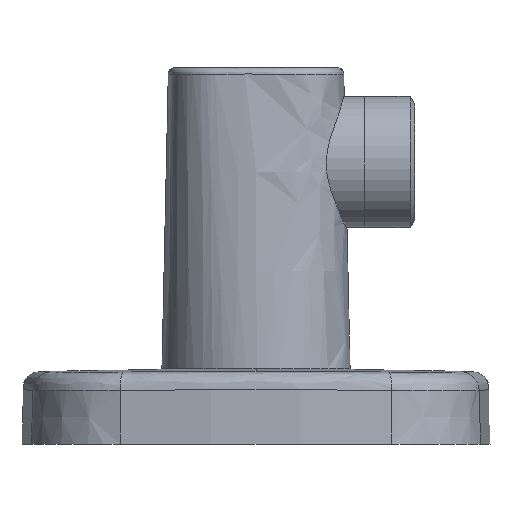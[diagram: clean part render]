
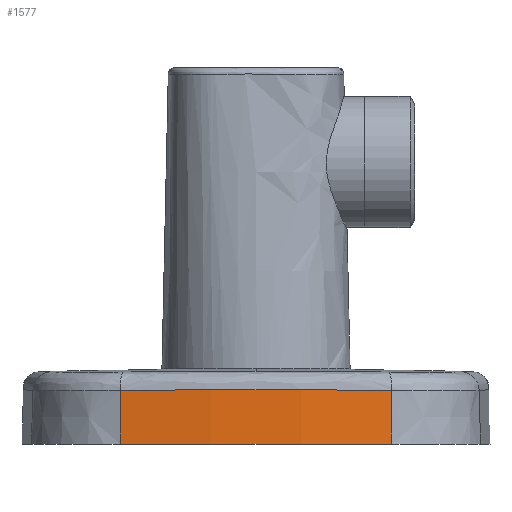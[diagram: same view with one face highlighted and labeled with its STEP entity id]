
A CAD part, left-side view. The second image highlights one B-rep face of the part: STEP entity #1577.
In plain terms, the highlighted conical face has half-angle 1.5 degrees and reference radius 139 mm.
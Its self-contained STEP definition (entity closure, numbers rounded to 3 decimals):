
#47 = CARTESIAN_POINT ( 'NONE',  ( -36.706, 14.478, 8.248 ) ) ;
#51 = ORIENTED_EDGE ( 'NONE', *, *, #1801, .T. ) ;
#142 = DIRECTION ( 'NONE',  ( 0., 0., -1. ) ) ;
#383 = DIRECTION ( 'NONE',  ( -0.026, -0.004, -1. ) ) ;
#416 = EDGE_CURVE ( 'NONE', #1582, #1975, #2354, .T. ) ;
#455 = VECTOR ( 'NONE', #383, 1000. ) ;
#499 = LINE ( 'NONE', #1982, #455 ) ;
#513 = DIRECTION ( 'NONE',  ( -0.026, 0.004, -1. ) ) ;
#581 = CARTESIAN_POINT ( 'NONE',  ( -35.801, -21.665, -0.4 ) ) ;
#818 = DIRECTION ( 'NONE',  ( 0., -1., 0. ) ) ;
#943 = CARTESIAN_POINT ( 'NONE',  ( 101.5, 0., -0.4 ) ) ;
#958 = CONICAL_SURFACE ( 'NONE', #1972, 139., 0.026 ) ;
#1124 = CARTESIAN_POINT ( 'NONE',  ( -35.579, -21.63, 8.174 ) ) ;
#1221 = DIRECTION ( 'NONE',  ( -1., 0., 0. ) ) ;
#1340 = EDGE_CURVE ( 'NONE', #1857, #1815, #499, .T. ) ;
#1347 = CARTESIAN_POINT ( 'NONE',  ( 101.5, 0., -0.4 ) ) ;
#1358 = CARTESIAN_POINT ( 'NONE',  ( -35.579, 21.63, 8.174 ) ) ;
#1369 = ORIENTED_EDGE ( 'NONE', *, *, #416, .T. ) ;
#1451 = EDGE_LOOP ( 'NONE', ( #3062, #51, #1369, #2236 ) ) ;
#1577 = ADVANCED_FACE ( 'NONE', ( #2011 ), #958, .T. ) ;
#1582 = VERTEX_POINT ( 'NONE', #1358 ) ;
#1597 = AXIS2_PLACEMENT_3D ( 'NONE', #943, #2791, #1221 ) ;
#1648 = CARTESIAN_POINT ( 'NONE',  ( -37.272, 7.239, 8.286 ) ) ;
#1801 = EDGE_CURVE ( 'NONE', #1857, #1582, #3390, .T. ) ;
#1815 = VERTEX_POINT ( 'NONE', #581 ) ;
#1825 = CARTESIAN_POINT ( 'NONE',  ( -35.801, 21.665, -0.4 ) ) ;
#1857 = VERTEX_POINT ( 'NONE', #2731 ) ;
#1902 = CIRCLE ( 'NONE', #1597, 139. ) ;
#1925 = CARTESIAN_POINT ( 'NONE',  ( -35.579, 21.63, 8.174 ) ) ;
#1972 = AXIS2_PLACEMENT_3D ( 'NONE', #1347, #142, #818 ) ;
#1975 = VERTEX_POINT ( 'NONE', #2191 ) ;
#1982 = CARTESIAN_POINT ( 'NONE',  ( -35.801, -21.665, -0.4 ) ) ;
#2011 = FACE_OUTER_BOUND ( 'NONE', #1451, .T. ) ;
#2191 = CARTESIAN_POINT ( 'NONE',  ( -35.801, 21.665, -0.4 ) ) ;
#2236 = ORIENTED_EDGE ( 'NONE', *, *, #2711, .T. ) ;
#2354 = LINE ( 'NONE', #1825, #2907 ) ;
#2705 = CARTESIAN_POINT ( 'NONE',  ( -36.706, -14.478, 8.248 ) ) ;
#2711 = EDGE_CURVE ( 'NONE', #1975, #1815, #1902, .T. ) ;
#2731 = CARTESIAN_POINT ( 'NONE',  ( -35.579, -21.63, 8.174 ) ) ;
#2791 = DIRECTION ( 'NONE',  ( 0., 0., 1. ) ) ;
#2907 = VECTOR ( 'NONE', #513, 1000. ) ;
#3062 = ORIENTED_EDGE ( 'NONE', *, *, #1340, .F. ) ;
#3226 = CARTESIAN_POINT ( 'NONE',  ( -37.272, -7.239, 8.286 ) ) ;
#3390 = B_SPLINE_CURVE_WITH_KNOTS ( 'NONE', 3,
 ( #1124, #2705, #3226, #1648, #47, #1925 ),
 .UNSPECIFIED., .F., .F.,
 ( 4, 2, 4 ),
 ( 0., 0.5, 1. ),
 .UNSPECIFIED. ) ;
